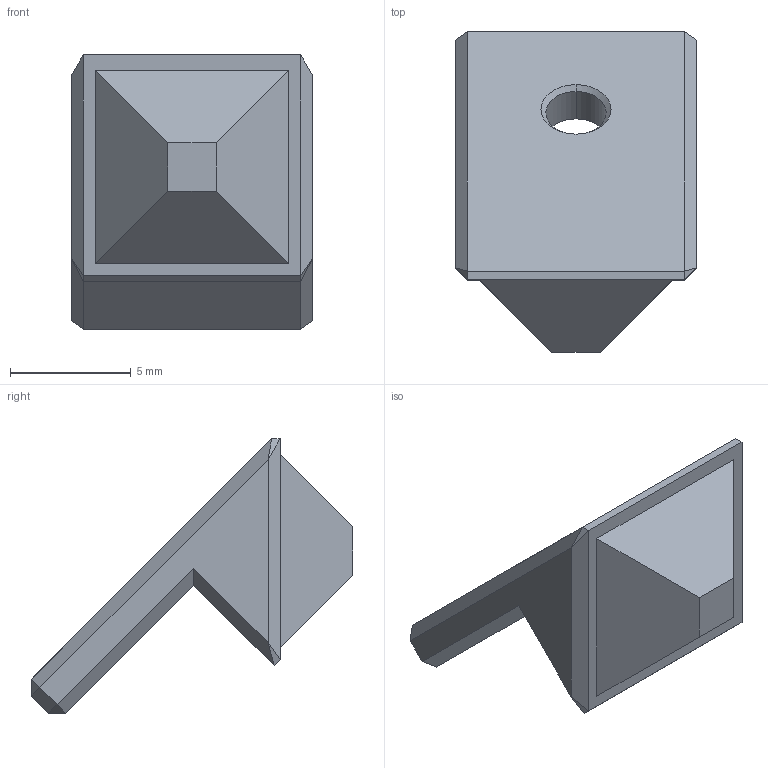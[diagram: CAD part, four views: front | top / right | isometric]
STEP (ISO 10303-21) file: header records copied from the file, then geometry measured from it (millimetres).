
FILE_DESCRIPTION (( 'STEP AP203' ), '1' );
FILE_NAME ('adaptor_45.STEP', '2025-06-18T07:37:22', ( '' ), ( '' ), 'SwSTEP 2.0', 'SolidWorks 2025', '' );
FILE_SCHEMA (( 'CONFIG_CONTROL_DESIGN' ));
Length unit declared in the file: millimetre
Products named in the file (1): adaptor_45
Bounding box: 10 x 13.3 x 11.36 mm (x, y, z)
Volume: 470.8 mm3; surface area: 472.4 mm2
Topology: 1 solids, 1 shells, 40 faces, 81 edges, 44 vertices
Faces by surface type: plane 34, cone 4, cylinder 2
Entity records: 1074 total; most frequent: DIRECTION 171, CARTESIAN_POINT 166, ORIENTED_EDGE 162, EDGE_CURVE 81, VECTOR 73, LINE 73, AXIS2_PLACEMENT_3D 49, VERTEX_POINT 44
